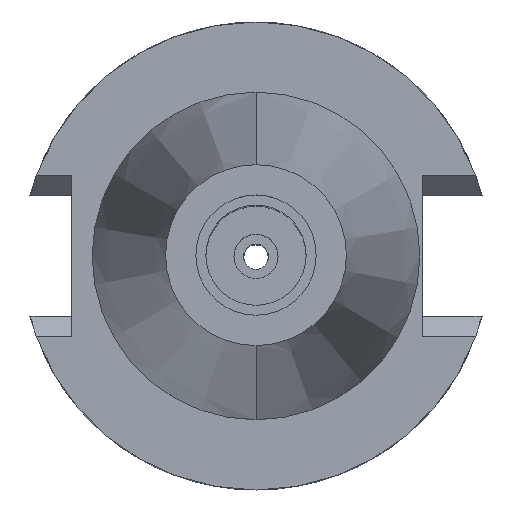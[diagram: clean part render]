
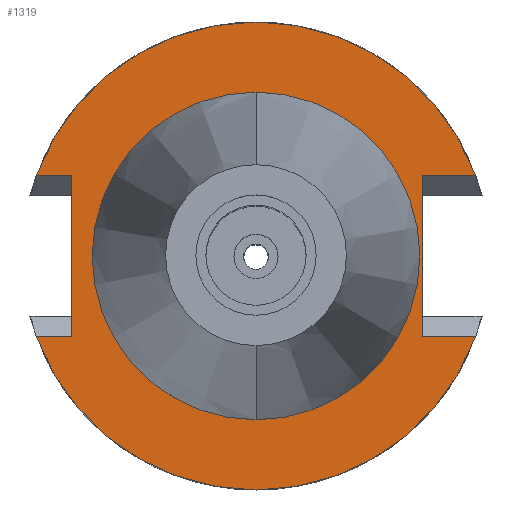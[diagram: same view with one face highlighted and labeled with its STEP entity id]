
A CAD part, top view. The second image highlights one B-rep face of the part: STEP entity #1319.
In plain terms, the highlighted planar face has unit normal (0, 0, 1).
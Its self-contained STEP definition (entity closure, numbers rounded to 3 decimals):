
#13 = ORIENTED_EDGE ( 'NONE', *, *, #2586, .F. ) ;
#33 = EDGE_CURVE ( 'NONE', #2389, #552, #1568, .T. ) ;
#84 = CARTESIAN_POINT ( 'NONE',  ( 29.824, 10.89, -1. ) ) ;
#105 = VERTEX_POINT ( 'NONE', #2765 ) ;
#175 = VECTOR ( 'NONE', #2247, 1000. ) ;
#208 = VECTOR ( 'NONE', #1489, 1000. ) ;
#248 = CARTESIAN_POINT ( 'NONE',  ( 22.57, -10.89, -1. ) ) ;
#292 = CARTESIAN_POINT ( 'NONE',  ( 22.57, 10.89, -1. ) ) ;
#323 = VECTOR ( 'NONE', #2989, 1000. ) ;
#386 = CARTESIAN_POINT ( 'NONE',  ( -24.98, 10.89, -1. ) ) ;
#391 = DIRECTION ( 'NONE',  ( 0., 0., -1. ) ) ;
#413 = DIRECTION ( 'NONE',  ( 0., -1., 0. ) ) ;
#417 = EDGE_CURVE ( 'NONE', #2195, #105, #1197, .T. ) ;
#484 = CARTESIAN_POINT ( 'NONE',  ( 22.57, 10.89, -1. ) ) ;
#512 = AXIS2_PLACEMENT_3D ( 'NONE', #1631, #391, #1602 ) ;
#542 = VERTEX_POINT ( 'NONE', #84 ) ;
#552 = VERTEX_POINT ( 'NONE', #2991 ) ;
#570 = EDGE_CURVE ( 'NONE', #2350, #1396, #2008, .T. ) ;
#771 = ORIENTED_EDGE ( 'NONE', *, *, #570, .F. ) ;
#909 = EDGE_CURVE ( 'NONE', #2389, #2822, #1470, .T. ) ;
#972 = CARTESIAN_POINT ( 'NONE',  ( -24.98, 10.89, -1. ) ) ;
#1102 = EDGE_CURVE ( 'NONE', #2195, #542, #1348, .T. ) ;
#1150 = ORIENTED_EDGE ( 'NONE', *, *, #2197, .F. ) ;
#1197 = LINE ( 'NONE', #484, #2333 ) ;
#1319 = ADVANCED_FACE ( 'NONE', ( #3106, #1857 ), #1367, .F. ) ;
#1348 = LINE ( 'NONE', #2580, #323 ) ;
#1367 = PLANE ( 'NONE',  #512 ) ;
#1390 = ORIENTED_EDGE ( 'NONE', *, *, #2194, .T. ) ;
#1396 = VERTEX_POINT ( 'NONE', #2899 ) ;
#1404 = AXIS2_PLACEMENT_3D ( 'NONE', #2323, #2052, #1551 ) ;
#1422 = EDGE_CURVE ( 'NONE', #105, #2600, #2681, .T. ) ;
#1448 = VECTOR ( 'NONE', #3040, 1000. ) ;
#1459 = EDGE_LOOP ( 'NONE', ( #2532, #1839, #1823, #1678, #1390, #1150, #1885, #1786 ) ) ;
#1461 = DIRECTION ( 'NONE',  ( 0., -1., 0. ) ) ;
#1470 = LINE ( 'NONE', #972, #2746 ) ;
#1488 = LINE ( 'NONE', #2469, #175 ) ;
#1489 = DIRECTION ( 'NONE',  ( 1., 0., 0. ) ) ;
#1511 = CARTESIAN_POINT ( 'NONE',  ( -29.824, -10.89, -1. ) ) ;
#1542 = AXIS2_PLACEMENT_3D ( 'NONE', #2475, #2306, #2282 ) ;
#1551 = DIRECTION ( 'NONE',  ( 0., 1., 0. ) ) ;
#1568 = LINE ( 'NONE', #2498, #1448 ) ;
#1601 = VERTEX_POINT ( 'NONE', #1511 ) ;
#1602 = DIRECTION ( 'NONE',  ( 0., -1., 0. ) ) ;
#1625 = DIRECTION ( 'NONE',  ( 0., 0., 1. ) ) ;
#1631 = CARTESIAN_POINT ( 'NONE',  ( 0., 0., -1. ) ) ;
#1678 = ORIENTED_EDGE ( 'NONE', *, *, #909, .T. ) ;
#1753 = AXIS2_PLACEMENT_3D ( 'NONE', #2945, #1625, #413 ) ;
#1786 = ORIENTED_EDGE ( 'NONE', *, *, #417, .F. ) ;
#1823 = ORIENTED_EDGE ( 'NONE', *, *, #33, .F. ) ;
#1839 = ORIENTED_EDGE ( 'NONE', *, *, #2296, .F. ) ;
#1857 = FACE_BOUND ( 'NONE', #2674, .T. ) ;
#1885 = ORIENTED_EDGE ( 'NONE', *, *, #1422, .F. ) ;
#2008 = CIRCLE ( 'NONE', #1542, 22.225 ) ;
#2022 = CARTESIAN_POINT ( 'NONE',  ( 0., 0., -1. ) ) ;
#2052 = DIRECTION ( 'NONE',  ( 0., 0., -1. ) ) ;
#2135 = CARTESIAN_POINT ( 'NONE',  ( 29.824, -10.89, -1. ) ) ;
#2164 = DIRECTION ( 'NONE',  ( 0., -1., 0. ) ) ;
#2194 = EDGE_CURVE ( 'NONE', #2822, #1601, #1488, .T. ) ;
#2195 = VERTEX_POINT ( 'NONE', #292 ) ;
#2197 = EDGE_CURVE ( 'NONE', #2600, #1601, #2542, .T. ) ;
#2247 = DIRECTION ( 'NONE',  ( -1., 0., 0. ) ) ;
#2282 = DIRECTION ( 'NONE',  ( 0., 1., 0. ) ) ;
#2291 = DIRECTION ( 'NONE',  ( 0., 0., -1. ) ) ;
#2296 = EDGE_CURVE ( 'NONE', #552, #542, #2596, .T. ) ;
#2306 = DIRECTION ( 'NONE',  ( 0., 0., 1. ) ) ;
#2311 = CARTESIAN_POINT ( 'NONE',  ( 0., 22.225, -1. ) ) ;
#2323 = CARTESIAN_POINT ( 'NONE',  ( 0., 0., -1. ) ) ;
#2333 = VECTOR ( 'NONE', #1461, 1000. ) ;
#2350 = VERTEX_POINT ( 'NONE', #2311 ) ;
#2389 = VERTEX_POINT ( 'NONE', #386 ) ;
#2469 = CARTESIAN_POINT ( 'NONE',  ( -24.98, -10.89, -1. ) ) ;
#2475 = CARTESIAN_POINT ( 'NONE',  ( 0., 0., -1. ) ) ;
#2498 = CARTESIAN_POINT ( 'NONE',  ( -24.98, 10.89, -1. ) ) ;
#2532 = ORIENTED_EDGE ( 'NONE', *, *, #1102, .T. ) ;
#2542 = CIRCLE ( 'NONE', #2811, 31.75 ) ;
#2544 = CIRCLE ( 'NONE', #1753, 22.225 ) ;
#2580 = CARTESIAN_POINT ( 'NONE',  ( 22.57, 10.89, -1. ) ) ;
#2586 = EDGE_CURVE ( 'NONE', #1396, #2350, #2544, .T. ) ;
#2596 = CIRCLE ( 'NONE', #1404, 31.75 ) ;
#2600 = VERTEX_POINT ( 'NONE', #2135 ) ;
#2674 = EDGE_LOOP ( 'NONE', ( #771, #13 ) ) ;
#2681 = LINE ( 'NONE', #248, #208 ) ;
#2746 = VECTOR ( 'NONE', #2164, 1000. ) ;
#2765 = CARTESIAN_POINT ( 'NONE',  ( 22.57, -10.89, -1. ) ) ;
#2811 = AXIS2_PLACEMENT_3D ( 'NONE', #2022, #2291, #3041 ) ;
#2822 = VERTEX_POINT ( 'NONE', #3072 ) ;
#2899 = CARTESIAN_POINT ( 'NONE',  ( 0., -22.225, -1. ) ) ;
#2945 = CARTESIAN_POINT ( 'NONE',  ( 0., 0., -1. ) ) ;
#2989 = DIRECTION ( 'NONE',  ( 1., 0., 0. ) ) ;
#2991 = CARTESIAN_POINT ( 'NONE',  ( -29.824, 10.89, -1. ) ) ;
#3040 = DIRECTION ( 'NONE',  ( -1., 0., 0. ) ) ;
#3041 = DIRECTION ( 'NONE',  ( 0., -1., 0. ) ) ;
#3072 = CARTESIAN_POINT ( 'NONE',  ( -24.98, -10.89, -1. ) ) ;
#3106 = FACE_OUTER_BOUND ( 'NONE', #1459, .T. ) ;
